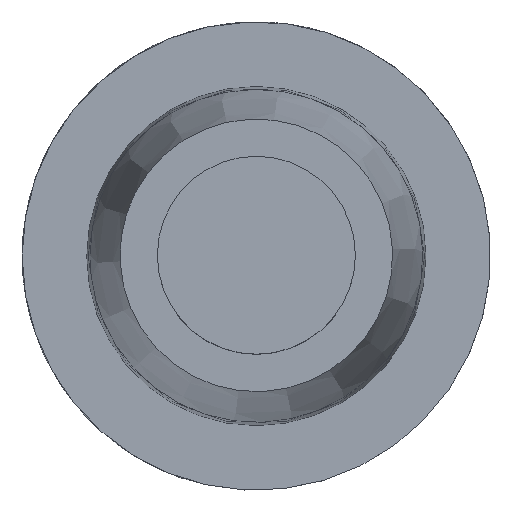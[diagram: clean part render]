
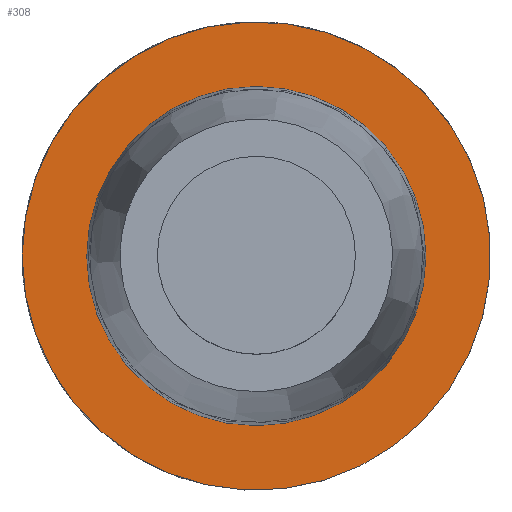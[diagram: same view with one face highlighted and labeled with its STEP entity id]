
A CAD part, top view. The second image highlights one B-rep face of the part: STEP entity #308.
In plain terms, the highlighted planar face has unit normal (0, 0, 1).
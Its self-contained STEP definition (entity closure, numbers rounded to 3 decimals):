
#287=FACE_BOUND('',#468,.T.);
#288=FACE_BOUND('',#469,.T.);
#308=ADVANCED_FACE('',(#287,#288),#370,.F.);
#370=PLANE('',#1177);
#468=EDGE_LOOP('',(#542));
#469=EDGE_LOOP('',(#543));
#542=ORIENTED_EDGE('',*,*,#959,.F.);
#543=ORIENTED_EDGE('',*,*,#960,.F.);
#853=VERTEX_POINT('',#1546);
#854=VERTEX_POINT('',#1548);
#959=EDGE_CURVE('',#853,#853,#1115,.T.);
#960=EDGE_CURVE('',#854,#854,#1116,.T.);
#1115=CIRCLE('',#1175,8.907);
#1116=CIRCLE('',#1176,12.3);
#1175=AXIS2_PLACEMENT_3D('',#1545,#1278,#1279);
#1176=AXIS2_PLACEMENT_3D('',#1547,#1280,#1281);
#1177=AXIS2_PLACEMENT_3D('',#1549,#1282,#1283);
#1278=DIRECTION('',(0.,0.,1.));
#1279=DIRECTION('',(-1.,0.,0.));
#1280=DIRECTION('',(0.,0.,-1.));
#1281=DIRECTION('',(-1.,0.,0.));
#1282=DIRECTION('',(0.,0.,-1.));
#1283=DIRECTION('',(-1.,0.,0.));
#1545=CARTESIAN_POINT('',(0.,0.,0.));
#1546=CARTESIAN_POINT('',(-8.907,0.,0.));
#1547=CARTESIAN_POINT('',(0.,0.,0.));
#1548=CARTESIAN_POINT('',(-12.3,0.,0.));
#1549=CARTESIAN_POINT('',(11.316,4.691,0.));
